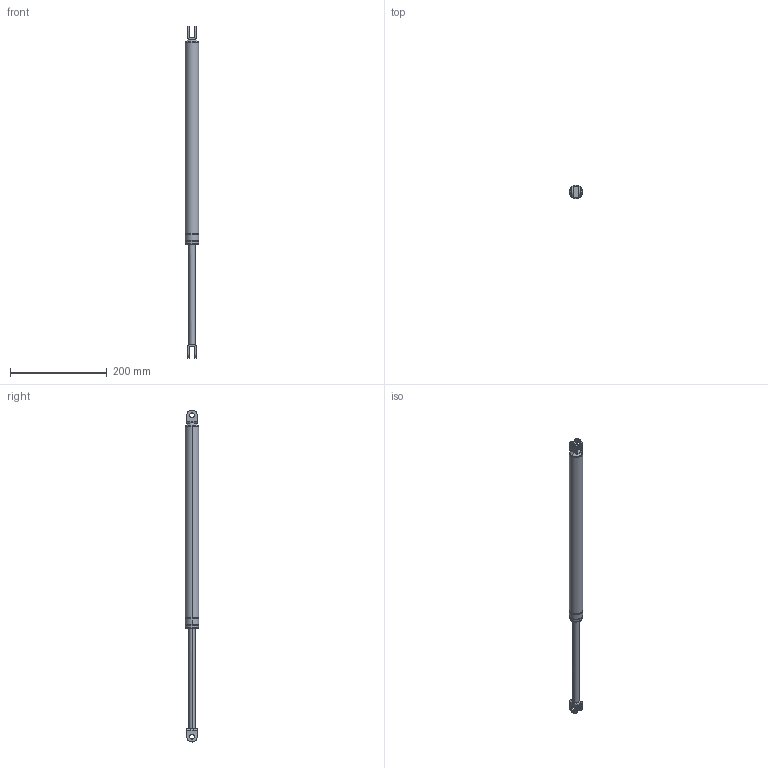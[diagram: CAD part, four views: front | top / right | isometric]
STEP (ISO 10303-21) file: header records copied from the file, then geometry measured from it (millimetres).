
FILE_DESCRIPTION( (''), '2;1');
FILE_NAME ('PC50.2748.TM_151_200_60_32500.stp','2020-10-15T16:50:15',(''),(''),'spGate 16.7.1','','');
FILE_SCHEMA (('AUTOMOTIVE_DESIGN'));
Length unit declared in the file: millimetre
Products named in the file (3): Assembly; TM_151_200_60; TM_151_200_60_div
Assembly tree (2 placements, depth 2):
  Assembly
    TM_151_200_60
    TM_151_200_60_div
Bounding box: 27.4 x 27.4 x 688 mm (x, y, z)
Volume: 281548.2 mm3; surface area: 51437.3 mm2
Topology: 2 solids, 2 shells, 63 faces, 154 edges, 96 vertices
Faces by surface type: cylinder 30, plane 21, bspline 12
Entity records: 3436 total; most frequent: CARTESIAN_POINT 665, DIRECTION 310, ORIENTED_EDGE 308, COLOUR_RGB 219, PRESENTATION_STYLE_ASSIGNMENT 219, STYLED_ITEM 219, EDGE_CURVE 154, DRAUGHTING_PRE_DEFINED_CURVE_FONT 154
